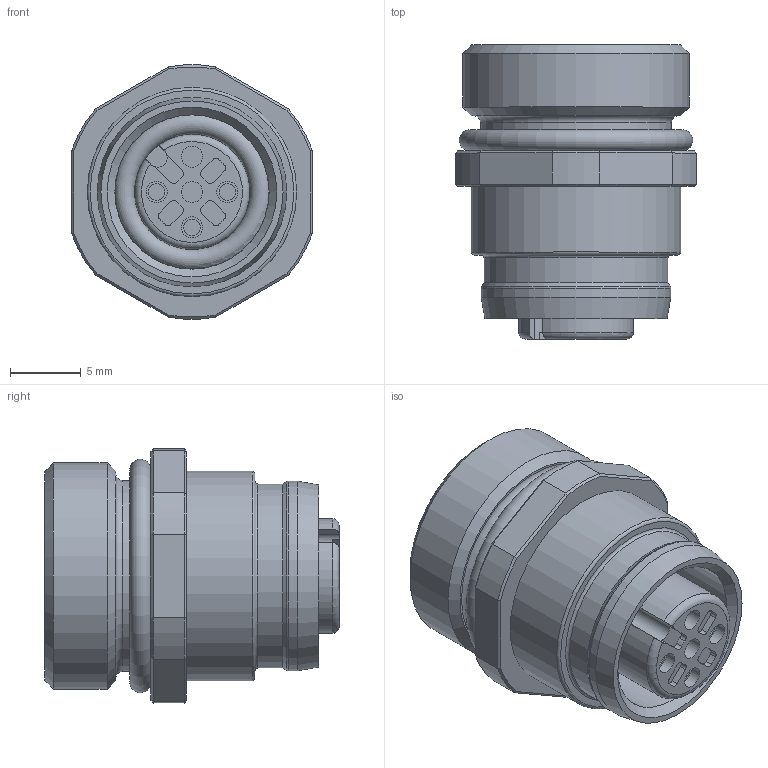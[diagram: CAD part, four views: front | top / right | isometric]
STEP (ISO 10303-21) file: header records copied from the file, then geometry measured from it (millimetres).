
FILE_DESCRIPTION(/* description */ (''),/* implementation_level */ '2;1');
FILE_NAME(/* name */ 'EC-FK3-L_16.stp',/* time_stamp */ '2016-02-10T08:24:09+01:00',/* author */ (''),/* organization */ (''),/* preprocessor_version */ 'ST-DEVELOPER v16',/* originating_system */ 'SIEMENS PLM Software NX 10.0',/* authorisation */ '');
FILE_SCHEMA (('AUTOMOTIVE_DESIGN { 1 0 10303 214 3 1 1 1 }'));
Length unit declared in the file: millimetre
Products named in the file (1): EC-FK4_16
Bounding box: 17 x 20.8 x 17.96 mm (x, y, z)
Volume: 2583.7 mm3; surface area: 2383.7 mm2
Topology: 1 solids, 1 shells, 148 faces, 349 edges, 224 vertices
Faces by surface type: plane 65, cylinder 53, cone 23, torus 7
Full cylindrical faces by diameter (mm): 0.8 x3, 1.15 x3, 1.5 x8, 2 x3, 10.9 x1, 12.5 x1, 13 x1, 13.4 x1, 13.5 x1, 14.8 x1, 16 x1
Entity records: 4288 total; most frequent: CARTESIAN_POINT 1054, DIRECTION 696, ORIENTED_EDGE 576, EDGE_CURVE 288, AXIS2_PLACEMENT_3D 275, EDGE_LOOP 216, VERTEX_POINT 207, ADVANCED_FACE 148
